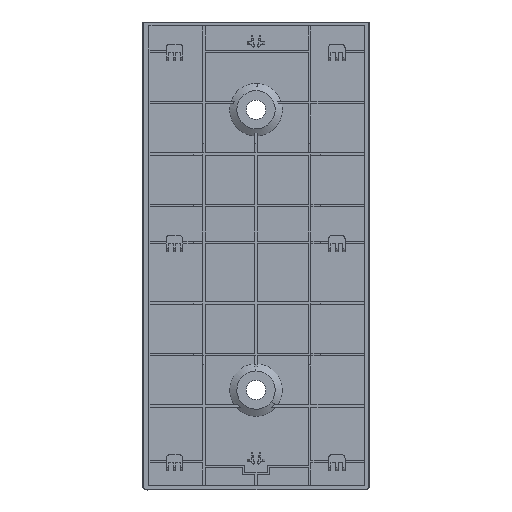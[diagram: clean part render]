
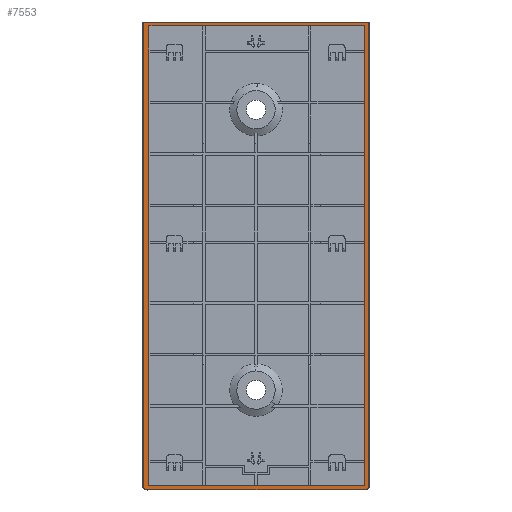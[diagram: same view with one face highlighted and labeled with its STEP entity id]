
A CAD part, left-side view. The second image highlights one B-rep face of the part: STEP entity #7553.
In plain terms, the highlighted planar face has unit normal (-1, 0, 0).
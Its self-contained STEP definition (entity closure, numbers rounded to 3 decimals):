
#1=CARTESIAN_POINT('',(-3.,95.272,0.216));
#2=CARTESIAN_POINT('',(-3.,95.451,0.241));
#3=CARTESIAN_POINT('',(-3.,95.715,0.297));
#4=CARTESIAN_POINT('',(-3.,96.031,0.435));
#5=CARTESIAN_POINT('',(-3.,96.308,0.628));
#6=CARTESIAN_POINT('',(-3.,96.551,0.983));
#7=CARTESIAN_POINT('',(-3.,96.6,1.329));
#8=CARTESIAN_POINT('',(-3.,96.6,1.5));
#10=DIRECTION('',(0.,1.,0.));
#11=VECTOR('',#10,46.5);
#12=CARTESIAN_POINT('',(-3.,48.4,0.2));
#13=LINE('',#12,#11);
#19=DIRECTION('',(0.,1.,0.));
#20=VECTOR('',#19,46.5);
#21=CARTESIAN_POINT('',(-3.,1.9,0.2));
#22=LINE('',#21,#20);
#23=CARTESIAN_POINT('',(-3.,1.528,0.216));
#24=CARTESIAN_POINT('',(-3.,1.586,0.208));
#25=CARTESIAN_POINT('',(-3.,1.71,0.2));
#26=CARTESIAN_POINT('',(-3.,1.838,0.2));
#27=CARTESIAN_POINT('',(-3.,1.9,0.2));
#41=CARTESIAN_POINT('',(-3.,1.528,0.216));
#42=CARTESIAN_POINT('',(-3.,1.349,0.241));
#43=CARTESIAN_POINT('',(-3.,1.085,0.297));
#44=CARTESIAN_POINT('',(-3.,0.769,0.435));
#45=CARTESIAN_POINT('',(-3.,0.492,0.628));
#46=CARTESIAN_POINT('',(-3.,0.249,0.983));
#47=CARTESIAN_POINT('',(-3.,0.2,1.329));
#48=CARTESIAN_POINT('',(-3.,0.2,1.5));
#50=DIRECTION('',(0.,0.,-1.));
#51=VECTOR('',#50,198.6);
#52=CARTESIAN_POINT('',(-3.,0.2,200.1));
#53=LINE('',#52,#51);
#71=DIRECTION('',(0.,-1.,0.));
#72=VECTOR('',#71,96.4);
#73=CARTESIAN_POINT('',(-3.,96.6,200.1));
#74=LINE('',#73,#72);
#80=DIRECTION('',(0.,0.,1.));
#81=VECTOR('',#80,198.6);
#82=CARTESIAN_POINT('',(-3.,96.6,1.5));
#83=LINE('',#82,#81);
#96=CARTESIAN_POINT('',(-3.,94.9,0.2));
#97=CARTESIAN_POINT('',(-3.,94.962,0.2));
#98=CARTESIAN_POINT('',(-3.,95.09,0.2));
#99=CARTESIAN_POINT('',(-3.,95.214,0.208));
#100=CARTESIAN_POINT('',(-3.,95.272,0.216));
#3493=DIRECTION('',(0.,0.,-1.));
#3494=VECTOR('',#3493,196.7);
#3495=CARTESIAN_POINT('',(-3.,1.9,198.6));
#3496=LINE('',#3495,#3494);
#4001=DIRECTION('',(0.,0.,1.));
#4002=VECTOR('',#4001,196.7);
#4003=CARTESIAN_POINT('',(-3.,94.2,1.9));
#4004=LINE('',#4003,#4002);
#4866=DIRECTION('',(0.,-1.,0.));
#4867=VECTOR('',#4866,92.3);
#4868=CARTESIAN_POINT('',(-3.,94.2,198.6));
#4869=LINE('',#4868,#4867);
#4905=DIRECTION('',(0.,1.,0.));
#4906=VECTOR('',#4905,92.3);
#4907=CARTESIAN_POINT('',(-3.,1.9,1.9));
#4908=LINE('',#4907,#4906);
#6713=CARTESIAN_POINT('',(-3.,48.4,0.2));
#6714=CARTESIAN_POINT('',(-3.,94.9,
0.2));
#6715=VERTEX_POINT('',#6713);
#6716=VERTEX_POINT('',#6714);
#6717=CARTESIAN_POINT('',(-3.,96.6,1.5));
#6718=CARTESIAN_POINT('',(-3.,96.6,200.1));
#6719=VERTEX_POINT('',#6717);
#6720=VERTEX_POINT('',#6718);
#6721=VERTEX_POINT('',#100);
#6722=CARTESIAN_POINT('',(-3.,1.9,
0.2));
#6723=VERTEX_POINT('',#6722);
#6724=CARTESIAN_POINT('',(-3.,0.2,200.1));
#6725=CARTESIAN_POINT('',(-3.,0.2,
1.5));
#6726=VERTEX_POINT('',#6724);
#6727=VERTEX_POINT('',#6725);
#6728=VERTEX_POINT('',#23);
#6729=CARTESIAN_POINT('',(-3.,1.9,1.9));
#6730=VERTEX_POINT('',#6729);
#6731=CARTESIAN_POINT('',(-3.,1.9,198.6));
#6732=VERTEX_POINT('',#6731);
#6733=CARTESIAN_POINT('',(-3.,94.2,198.6));
#6734=VERTEX_POINT('',#6733);
#6735=CARTESIAN_POINT('',(-3.,94.2,1.9));
#6736=VERTEX_POINT('',#6735);
#7518=CARTESIAN_POINT('',(-3.,0.,0.));
#7519=DIRECTION('',(-1.,0.,0.));
#7520=DIRECTION('',(0.,-1.,0.));
#7521=AXIS2_PLACEMENT_3D('',#7518,#7519,#7520);
#7522=PLANE('',#7521);
#7524=ORIENTED_EDGE('',*,*,#7523,.T.);
#7526=ORIENTED_EDGE('',*,*,#7525,.T.);
#7528=ORIENTED_EDGE('',*,*,#7527,.T.);
#7530=ORIENTED_EDGE('',*,*,#7529,.T.);
#7532=ORIENTED_EDGE('',*,*,#7531,.T.);
#7534=ORIENTED_EDGE('',*,*,#7533,.T.);
#7536=ORIENTED_EDGE('',*,*,#7535,.F.);
#7538=ORIENTED_EDGE('',*,*,#7537,.T.);
#7540=ORIENTED_EDGE('',*,*,#7539,.T.);
#7541=EDGE_LOOP('',(#7524,#7526,#7528,#7530,#7532,#7534,#7536,#7538,#7540));
#7542=FACE_OUTER_BOUND('',#7541,.F.);
#7544=ORIENTED_EDGE('',*,*,#7543,.F.);
#7546=ORIENTED_EDGE('',*,*,#7545,.F.);
#7548=ORIENTED_EDGE('',*,*,#7547,.F.);
#7550=ORIENTED_EDGE('',*,*,#7549,.F.);
#7551=EDGE_LOOP('',(#7544,#7546,#7548,#7550));
#7552=FACE_BOUND('',#7551,.F.);
#7553=ADVANCED_FACE('',(#7542,#7552),#7522,.T.);
#9=B_SPLINE_CURVE_WITH_KNOTS('',3,(#1,#2,#3,#4,#5,#6,#7,#8),.UNSPECIFIED.,.F.,
.F.,(4,1,1,1,1,4),(0.,0.25,0.375,0.5,
0.75,1.),.UNSPECIFIED.);
#28=B_SPLINE_CURVE_WITH_KNOTS('',3,(#23,#24,#25,#26,#27),.UNSPECIFIED.,.F.,.F.,(
4,1,4),(0.,0.5,1.),.UNSPECIFIED.);
#49=B_SPLINE_CURVE_WITH_KNOTS('',3,(#41,#42,#43,#44,#45,#46,#47,#48),
.UNSPECIFIED.,.F.,.F.,(4,1,1,1,1,4),(0.,0.25,0.375,
0.5,0.75,1.),.UNSPECIFIED.);
#101=B_SPLINE_CURVE_WITH_KNOTS('',3,(#96,#97,#98,#99,#100),.UNSPECIFIED.,.F.,
.F.,(4,1,4),(0.,0.5,1.),.UNSPECIFIED.);
#7523=EDGE_CURVE('',#6715,#6716,#13,.T.);
#7525=EDGE_CURVE('',#6716,#6721,#101,.T.);
#7527=EDGE_CURVE('',#6721,#6719,#9,.T.);
#7529=EDGE_CURVE('',#6719,#6720,#83,.T.);
#7531=EDGE_CURVE('',#6720,#6726,#74,.T.);
#7533=EDGE_CURVE('',#6726,#6727,#53,.T.);
#7535=EDGE_CURVE('',#6728,#6727,#49,.T.);
#7537=EDGE_CURVE('',#6728,#6723,#28,.T.);
#7539=EDGE_CURVE('',#6723,#6715,#22,.T.);
#7543=EDGE_CURVE('',#6736,#6734,#4004,.T.);
#7545=EDGE_CURVE('',#6730,#6736,#4908,.T.);
#7547=EDGE_CURVE('',#6732,#6730,#3496,.T.);
#7549=EDGE_CURVE('',#6734,#6732,#4869,.T.);
